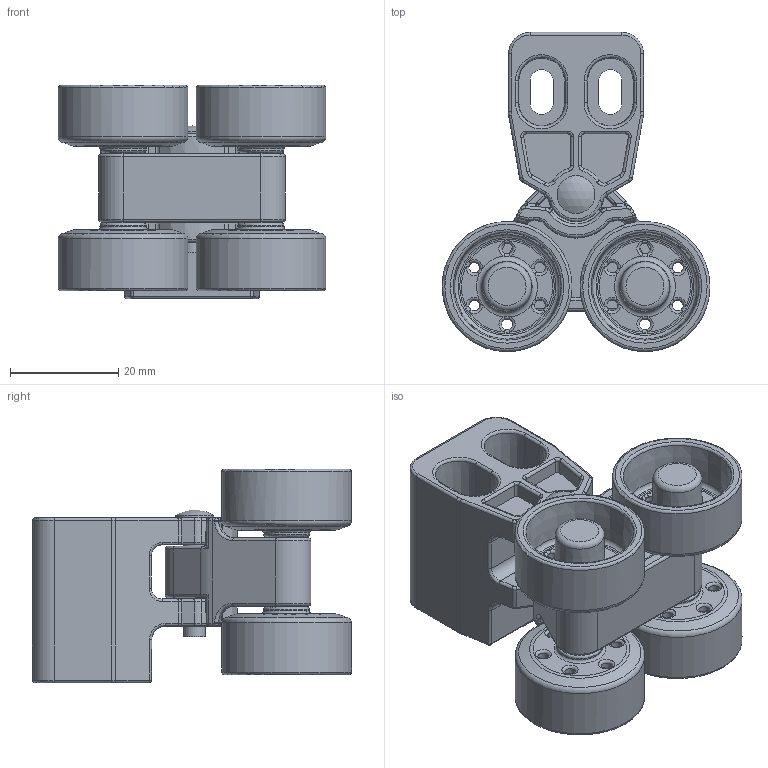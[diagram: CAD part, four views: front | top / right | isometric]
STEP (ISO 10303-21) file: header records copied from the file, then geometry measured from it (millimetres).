
FILE_DESCRIPTION(/* description */ (''),/* implementation_level */ '2;1');
FILE_NAME(/* name */ 'Double Bogie Wheel Assembly.iam.step',/* time_stamp */ '2020-04-16T23:40:39-04:00',/* author */ ('Jordan'),/* organization */ (''),/* preprocessor_version */ 'ST-DEVELOPER v17',/* originating_system */ 'Autodesk Inventor 2019',/* authorisation */ '');
FILE_SCHEMA (('AUTOMOTIVE_DESIGN { 1 0 10303 214 3 1 1 }'));
Length unit declared in the file: inch
Products named in the file (6): Double Bogie Wheel Assembly; Support Bottom; Axle; Rivet; Support Top; Roller
Assembly tree (9 placements, depth 2):
  Double Bogie Wheel Assembly
    Roller  x4
    Support Bottom
    Axle  x2
    Rivet
    Support Top
Bounding box: 49.5 x 59 x 39.5 mm (x, y, z)
Volume: 27358.4 mm3; surface area: 25537 mm2
Topology: 9 solids, 9 shells, 938 faces, 2634 edges, 1711 vertices
Faces by surface type: cylinder 249, bspline 234, torus 192, plane 183, cone 68, sphere 12
Full cylindrical faces by diameter (mm): 2 x24, 3.8 x4, 4 x3, 4.2 x5, 7 x1, 24 x4
Entity records: 35720 total; most frequent: CARTESIAN_POINT 18090, ORIENTED_EDGE 3806, DIRECTION 3644, EDGE_CURVE 1903, AXIS2_PLACEMENT_3D 1516, VERTEX_POINT 1181, CIRCLE 860, EDGE_LOOP 776
